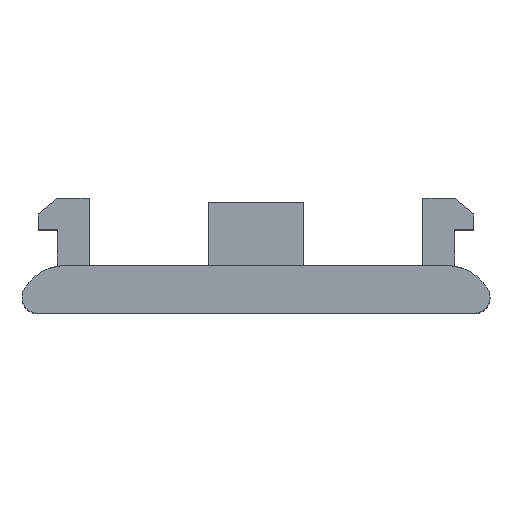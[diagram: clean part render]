
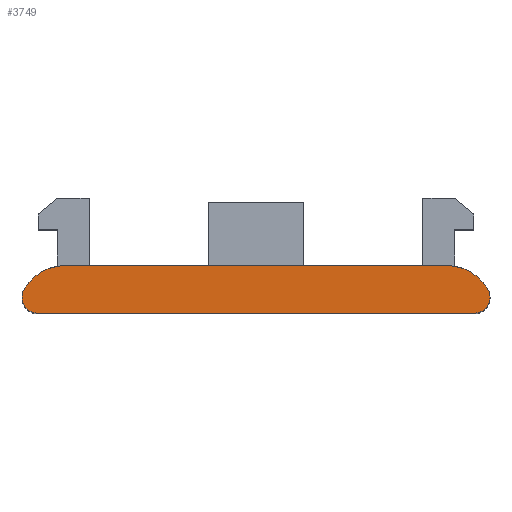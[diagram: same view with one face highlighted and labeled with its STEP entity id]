
A CAD part, top view. The second image highlights one B-rep face of the part: STEP entity #3749.
In plain terms, the highlighted planar face has unit normal (0, 0, 1).
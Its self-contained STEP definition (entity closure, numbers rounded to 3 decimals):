
#480=PLANE('',#3890);
#707=FACE_OUTER_BOUND('',#943,.T.);
#943=EDGE_LOOP('',(#3392,#3393,#3394,#3395,#3396,#3397));
#1122=LINE('',#11710,#1390);
#1192=LINE('',#11852,#1460);
#1390=VECTOR('',#4223,10.);
#1460=VECTOR('',#4345,10.);
#1506=CIRCLE('',#3789,1.);
#1511=CIRCLE('',#3795,3.);
#1514=CIRCLE('',#3800,1.);
#1515=CIRCLE('',#3802,3.);
#1518=VERTEX_POINT('',#4441);
#1519=VERTEX_POINT('',#4442);
#1527=VERTEX_POINT('',#4460);
#1531=VERTEX_POINT('',#4472);
#1532=VERTEX_POINT('',#4474);
#1533=VERTEX_POINT('',#4478);
#1859=EDGE_CURVE('',#1518,#1519,#1506,.T.);
#1869=EDGE_CURVE('',#1527,#1518,#1511,.T.);
#1875=EDGE_CURVE('',#1531,#1532,#1514,.T.);
#1877=EDGE_CURVE('',#1532,#1533,#1515,.T.);
#2298=EDGE_CURVE('',#1519,#1531,#1122,.T.);
#2368=EDGE_CURVE('',#1533,#1527,#1192,.T.);
#3392=ORIENTED_EDGE('',*,*,#1859,.F.);
#3393=ORIENTED_EDGE('',*,*,#1869,.F.);
#3394=ORIENTED_EDGE('',*,*,#2368,.F.);
#3395=ORIENTED_EDGE('',*,*,#1877,.F.);
#3396=ORIENTED_EDGE('',*,*,#1875,.F.);
#3397=ORIENTED_EDGE('',*,*,#2298,.F.);
#3749=ADVANCED_FACE('',(#707),#480,.T.);
#3789=AXIS2_PLACEMENT_3D('',#4443,#3919,#3920);
#3795=AXIS2_PLACEMENT_3D('',#4462,#3936,#3937);
#3800=AXIS2_PLACEMENT_3D('',#4475,#3949,#3950);
#3802=AXIS2_PLACEMENT_3D('',#4479,#3954,#3955);
#3890=AXIS2_PLACEMENT_3D('',#11851,#4343,#4344);
#3919=DIRECTION('center_axis',(0.,0.,-1.));
#3920=DIRECTION('ref_axis',(0.866,-0.5,0.));
#3936=DIRECTION('center_axis',(0.,0.,-1.));
#3937=DIRECTION('ref_axis',(0.707,0.707,0.));
#3949=DIRECTION('center_axis',(0.,0.,-1.));
#3950=DIRECTION('ref_axis',(-0.866,-0.5,0.));
#3954=DIRECTION('center_axis',(0.,0.,-1.));
#3955=DIRECTION('ref_axis',(-0.707,0.707,0.));
#4223=DIRECTION('',(-1.,0.,0.));
#4343=DIRECTION('center_axis',(0.,0.,1.));
#4344=DIRECTION('ref_axis',(1.,0.,0.));
#4345=DIRECTION('',(1.,0.,0.));
#4441=CARTESIAN_POINT('',(14.598,1.5,15.));
#4442=CARTESIAN_POINT('',(13.732,0.,15.));
#4443=CARTESIAN_POINT('Origin',(13.732,1.,15.));
#4460=CARTESIAN_POINT('',(12.,3.,15.));
#4462=CARTESIAN_POINT('Origin',(12.,0.,15.));
#4472=CARTESIAN_POINT('',(-13.732,0.,15.));
#4474=CARTESIAN_POINT('',(-14.598,1.5,15.));
#4475=CARTESIAN_POINT('Origin',(-13.732,1.,15.));
#4478=CARTESIAN_POINT('',(-12.,3.,15.));
#4479=CARTESIAN_POINT('Origin',(-12.,0.,15.));
#11710=CARTESIAN_POINT('',(15.,0.,15.));
#11851=CARTESIAN_POINT('Origin',(-15.,0.,15.));
#11852=CARTESIAN_POINT('',(15.,3.,15.));
